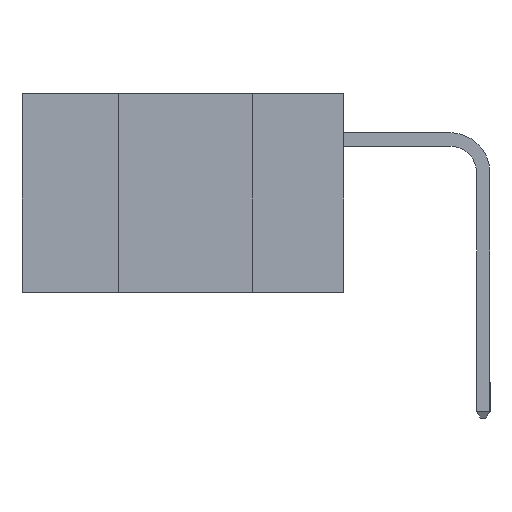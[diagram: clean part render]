
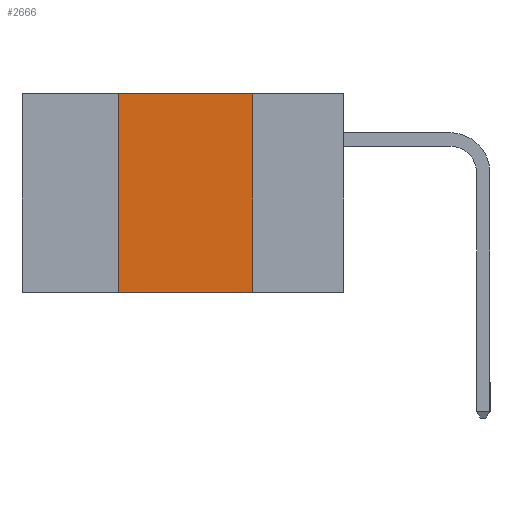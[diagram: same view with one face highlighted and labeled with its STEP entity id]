
A CAD part, left-side view. The second image highlights one B-rep face of the part: STEP entity #2666.
In plain terms, the highlighted planar face has unit normal (-1, 0, 0).
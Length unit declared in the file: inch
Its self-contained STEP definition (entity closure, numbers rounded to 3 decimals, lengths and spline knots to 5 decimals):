
#587 = FACE_OUTER_BOUND ( 'NONE', #2949, .T. ) ;
#676 = LINE ( 'NONE', #11837, #7400 ) ;
#767 = VECTOR ( 'NONE', #6113, 39.37008 ) ;
#968 = CARTESIAN_POINT ( 'NONE',  ( 0., 0.17, 0. ) ) ;
#2140 = CARTESIAN_POINT ( 'NONE',  ( 0., 0.17, -0.37 ) ) ;
#2666 = ADVANCED_FACE ( 'NONE', ( #587 ), #4857, .F. ) ;
#2679 = CARTESIAN_POINT ( 'NONE',  ( 0., 0.17, 0. ) ) ;
#2929 = LINE ( 'NONE', #968, #15704 ) ;
#2949 = EDGE_LOOP ( 'NONE', ( #12688, #9000, #5419, #10786 ) ) ;
#3085 = DIRECTION ( 'NONE',  ( 0., 0., 1. ) ) ;
#3402 = VERTEX_POINT ( 'NONE', #13486 ) ;
#4152 = LINE ( 'NONE', #5966, #767 ) ;
#4857 = PLANE ( 'NONE',  #13684 ) ;
#5303 = DIRECTION ( 'NONE',  ( 0., 0., -1. ) ) ;
#5419 = ORIENTED_EDGE ( 'NONE', *, *, #8935, .F. ) ;
#5966 = CARTESIAN_POINT ( 'NONE',  ( 0., 0.6, 0. ) ) ;
#6113 = DIRECTION ( 'NONE',  ( 0., -1., 0. ) ) ;
#6178 = LINE ( 'NONE', #10095, #12399 ) ;
#6350 = EDGE_CURVE ( 'NONE', #6497, #9944, #4152, .T. ) ;
#6497 = VERTEX_POINT ( 'NONE', #9364 ) ;
#7291 = EDGE_CURVE ( 'NONE', #9944, #11881, #2929, .T. ) ;
#7400 = VECTOR ( 'NONE', #3085, 39.37008 ) ;
#8935 = EDGE_CURVE ( 'NONE', #3402, #6497, #676, .T. ) ;
#9000 = ORIENTED_EDGE ( 'NONE', *, *, #6350, .F. ) ;
#9364 = CARTESIAN_POINT ( 'NONE',  ( 0., 0.42, 0. ) ) ;
#9944 = VERTEX_POINT ( 'NONE', #2679 ) ;
#10095 = CARTESIAN_POINT ( 'NONE',  ( 0., 0.6, -0.37 ) ) ;
#10664 = DIRECTION ( 'NONE',  ( 0., 0., -1. ) ) ;
#10786 = ORIENTED_EDGE ( 'NONE', *, *, #15533, .T. ) ;
#11837 = CARTESIAN_POINT ( 'NONE',  ( 0., 0.42, 0. ) ) ;
#11881 = VERTEX_POINT ( 'NONE', #2140 ) ;
#12399 = VECTOR ( 'NONE', #14954, 39.37008 ) ;
#12688 = ORIENTED_EDGE ( 'NONE', *, *, #7291, .F. ) ;
#13486 = CARTESIAN_POINT ( 'NONE',  ( 0., 0.42, -0.37 ) ) ;
#13684 = AXIS2_PLACEMENT_3D ( 'NONE', #14421, #14294, #10664 ) ;
#14294 = DIRECTION ( 'NONE',  ( 1., 0., 0. ) ) ;
#14421 = CARTESIAN_POINT ( 'NONE',  ( 0., 0.6, 0. ) ) ;
#14954 = DIRECTION ( 'NONE',  ( 0., -1., 0. ) ) ;
#15533 = EDGE_CURVE ( 'NONE', #3402, #11881, #6178, .T. ) ;
#15704 = VECTOR ( 'NONE', #5303, 39.37008 ) ;
